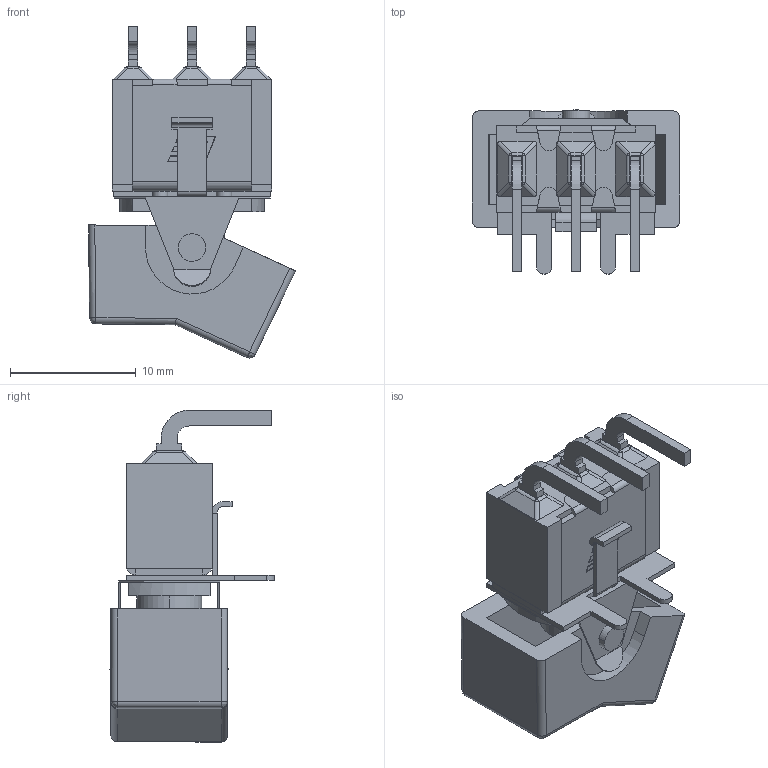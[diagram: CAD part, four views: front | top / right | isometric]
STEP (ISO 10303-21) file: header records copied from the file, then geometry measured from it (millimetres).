
FILE_DESCRIPTION (( 'STEP AP214' ), '1' );
FILE_NAME ('300SP1J1BLKM6QE.STEP', '2022-07-25T10:37:03', ( '' ), ( '' ), 'SwSTEP 2.0', 'SolidWorks 2017', '' );
FILE_SCHEMA (( 'AUTOMOTIVE_DESIGN' ));
Length unit declared in the file: millimetre
Products named in the file (8): 300 SP M6 Terminal; 300 SP Housing; 300 SP Top Bracket; 300 SMALL PLATE; 300 R1; 300SP1J1BLKM6QE; 300SPX M6 PLATE
Assembly tree (7 placements, depth 3):
  300SP1J1BLKM6QE
    300SP1J1BLKM6QE
      300 SP Housing
      300 SP Top Bracket
      300 SP M6 Terminal
      300SPX M6 PLATE
      300 R1
      300 SMALL PLATE
Bounding box: 16.47 x 13.07 x 26.41 mm (x, y, z)
Volume: 1583.7 mm3; surface area: 2875.2 mm2
Topology: 8 solids, 8 shells, 327 faces, 816 edges, 508 vertices
Faces by surface type: plane 223, cylinder 86, bspline 18
Entity records: 13643 total; most frequent: CARTESIAN_POINT 2004, ORIENTED_EDGE 1620, DIRECTION 1578, EDGE_CURVE 810, VECTOR 630, LINE 630, VERTEX_POINT 508, AXIS2_PLACEMENT_3D 474
